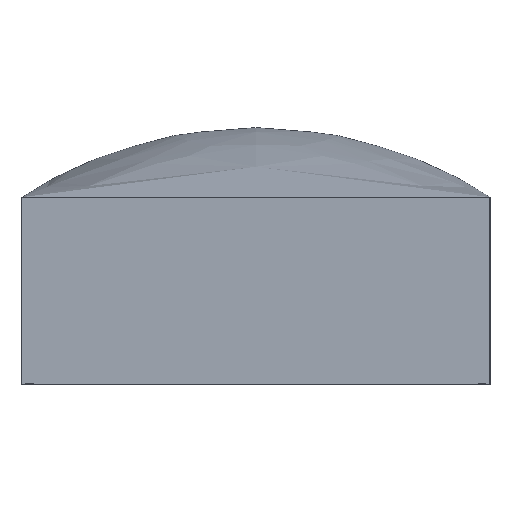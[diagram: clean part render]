
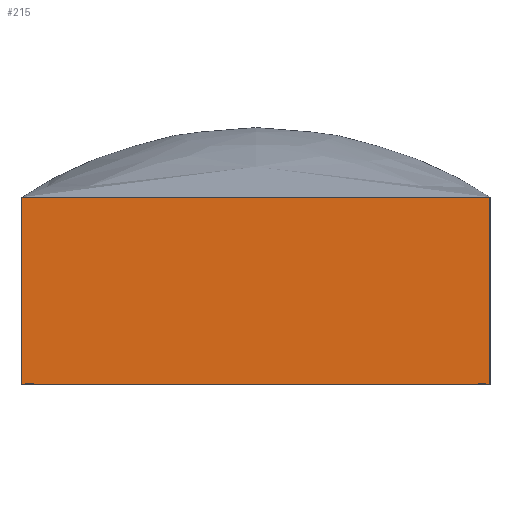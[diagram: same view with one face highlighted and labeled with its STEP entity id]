
A CAD part, left-side view. The second image highlights one B-rep face of the part: STEP entity #215.
In plain terms, the highlighted planar face has unit normal (-1, 0, 0).
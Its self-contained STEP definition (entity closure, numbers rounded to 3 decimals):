
#3=CARTESIAN_POINT('POINT2',(-3.5,-2.5,-1.));
#4=VERTEX_POINT('VERTEX2',#3);
#11=CARTESIAN_POINT('POINT3',(-3.5,2.5,-1.));
#12=VERTEX_POINT('VERTEX3',#11);
#13=CARTESIAN_POINT('POS2',(-3.5,-2.5,-1.));
#14=DIRECTION('DIR2',(0.,1.,0.));
#15=VECTOR('VEC2',#14,1.);
#16=LINE('STRAIGHT2',#13,#15);
#17=EDGE_CURVE('EDGE2',#4,#12,#16,.T.);
#168=CARTESIAN_POINT('POINT7',(-3.5,-2.5,1.));
#169=VERTEX_POINT('VERTEX7',#168);
#170=CARTESIAN_POINT('POS9',(-3.5,-2.5,1.));
#171=DIRECTION('DIR10',(0.,0.,-1.));
#172=VECTOR('VEC8',#171,1.);
#173=LINE('STRAIGHT8',#170,#172);
#174=EDGE_CURVE('EDGE8',#169,#4,#173,.T.);
#192=CARTESIAN_POINT('POINT8',(-3.5,2.5,1.));
#193=VERTEX_POINT('VERTEX8',#192);
#194=CARTESIAN_POINT('POS12',(-3.5,2.5,1.));
#195=DIRECTION('DIR14',(0.,0.,-1.));
#196=VECTOR('VEC10',#195,1.);
#197=LINE('STRAIGHT10',#194,#196);
#198=EDGE_CURVE('EDGE10',#193,#12,#197,.T.);
#199=ORIENTED_EDGE('COEDGE13',*,*,#198,.T.);
#200=ORIENTED_EDGE('COEDGE14',*,*,#17,.F.);
#201=ORIENTED_EDGE('COEDGE15',*,*,#174,.F.);
#202=CARTESIAN_POINT('POS13',(-3.5,-2.5,1.));
#203=DIRECTION('DIR15',(0.,1.,0.));
#204=VECTOR('VEC11',#203,1.);
#205=LINE('STRAIGHT11',#202,#204);
#206=EDGE_CURVE('EDGE11',#169,#193,#205,.T.);
#207=ORIENTED_EDGE('COEDGE16',*,*,#206,.T.);
#208=EDGE_LOOP('NONE',(#199,#200,#201,#207));
#209=FACE_BOUND('LOOP1',#208,.T.);
#210=CARTESIAN_POINT('POS14',(-3.5,-2.5,1.));
#211=DIRECTION('DIR16',(-1.,0.,0.));
#212=DIRECTION('DIR17',(0.,1.,0.));
#213=AXIS2_PLACEMENT_3D('AXIS3',#210,#211,#212);
#214=PLANE('PLANE3',#213);
#215=ADVANCED_FACE('FACE4',(#209),#214,.T.);
